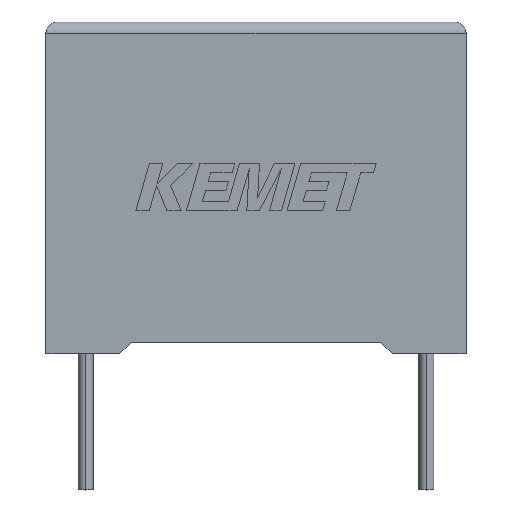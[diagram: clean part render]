
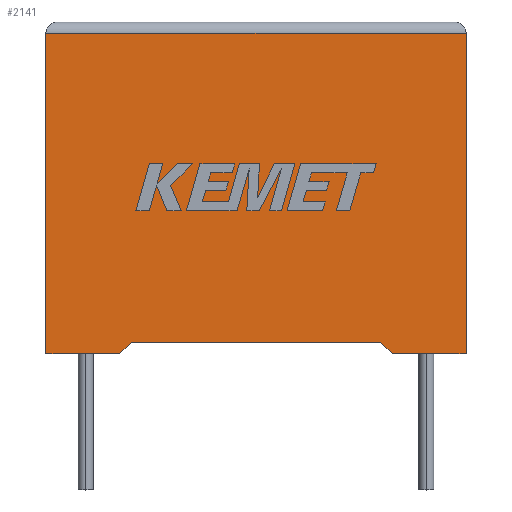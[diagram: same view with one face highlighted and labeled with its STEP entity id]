
A CAD part, top view. The second image highlights one B-rep face of the part: STEP entity #2141.
In plain terms, the highlighted planar face has unit normal (0, 0, 1).
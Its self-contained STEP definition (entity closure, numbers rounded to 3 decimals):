
#127 = CARTESIAN_POINT ( 'NONE',  ( 14.736, 0.503, 8.7 ) ) ;
#173 = DIRECTION ( 'NONE',  ( -0.714, -0.7, 0. ) ) ;
#180 = EDGE_CURVE ( 'NONE', #2010, #1238, #888, .T. ) ;
#185 = CARTESIAN_POINT ( 'NONE',  ( 0., 0., 8.7 ) ) ;
#275 = EDGE_CURVE ( 'NONE', #2402, #1051, #1970, .T. ) ;
#365 = AXIS2_PLACEMENT_3D ( 'NONE', #685, #1149, #2624 ) ;
#380 = VERTEX_POINT ( 'NONE', #1810 ) ;
#498 = PLANE ( 'NONE',  #365 ) ;
#502 = DIRECTION ( 'NONE',  ( 0.714, -0.7, 0. ) ) ;
#607 = VECTOR ( 'NONE', #173, 1000. ) ;
#612 = VECTOR ( 'NONE', #2818, 1000. ) ;
#628 = LINE ( 'NONE', #2263, #607 ) ;
#653 = CARTESIAN_POINT ( 'NONE',  ( 18.5, 0., 8.7 ) ) ;
#672 = CARTESIAN_POINT ( 'NONE',  ( 18.5, 14.1, 8.7 ) ) ;
#675 = ORIENTED_EDGE ( 'NONE', *, *, #2683, .T. ) ;
#685 = CARTESIAN_POINT ( 'NONE',  ( 0., 0., 8.7 ) ) ;
#688 = CARTESIAN_POINT ( 'NONE',  ( 15.25, 0., 8.7 ) ) ;
#704 = EDGE_CURVE ( 'NONE', #380, #2656, #628, .T. ) ;
#715 = VERTEX_POINT ( 'NONE', #127 ) ;
#837 = CARTESIAN_POINT ( 'NONE',  ( 0., 14.1, 8.7 ) ) ;
#842 = EDGE_CURVE ( 'NONE', #715, #2977, #1392, .T. ) ;
#849 = ORIENTED_EDGE ( 'NONE', *, *, #2031, .T. ) ;
#857 = ORIENTED_EDGE ( 'NONE', *, *, #704, .F. ) ;
#876 = CARTESIAN_POINT ( 'NONE',  ( 18.5, 0., 8.7 ) ) ;
#888 = LINE ( 'NONE', #876, #2216 ) ;
#1005 = VECTOR ( 'NONE', #3021, 1000. ) ;
#1051 = VERTEX_POINT ( 'NONE', #2630 ) ;
#1149 = DIRECTION ( 'NONE',  ( 0., 0., -1. ) ) ;
#1186 = EDGE_CURVE ( 'NONE', #1238, #2402, #1850, .T. ) ;
#1229 = EDGE_CURVE ( 'NONE', #715, #380, #1386, .T. ) ;
#1238 = VERTEX_POINT ( 'NONE', #672 ) ;
#1267 = LINE ( 'NONE', #1688, #1597 ) ;
#1386 = LINE ( 'NONE', #2075, #612 ) ;
#1392 = LINE ( 'NONE', #2331, #1590 ) ;
#1590 = VECTOR ( 'NONE', #502, 1000. ) ;
#1597 = VECTOR ( 'NONE', #2391, 1000. ) ;
#1639 = ORIENTED_EDGE ( 'NONE', *, *, #180, .T. ) ;
#1688 = CARTESIAN_POINT ( 'NONE',  ( 0., 0., 8.7 ) ) ;
#1720 = DIRECTION ( 'NONE',  ( 0., -1., 0. ) ) ;
#1810 = CARTESIAN_POINT ( 'NONE',  ( 3.764, 0.503, 8.7 ) ) ;
#1850 = LINE ( 'NONE', #2835, #2224 ) ;
#1895 = ORIENTED_EDGE ( 'NONE', *, *, #1186, .T. ) ;
#1970 = LINE ( 'NONE', #2900, #2728 ) ;
#2010 = VERTEX_POINT ( 'NONE', #653 ) ;
#2031 = EDGE_CURVE ( 'NONE', #2977, #2010, #2281, .T. ) ;
#2042 = DIRECTION ( 'NONE',  ( 0., 1., 0. ) ) ;
#2044 = ORIENTED_EDGE ( 'NONE', *, *, #275, .T. ) ;
#2075 = CARTESIAN_POINT ( 'NONE',  ( 9.25, 0.503, 8.7 ) ) ;
#2104 = DIRECTION ( 'NONE',  ( -1., 0., 0. ) ) ;
#2141 = ADVANCED_FACE ( 'NONE', ( #3039 ), #498, .F. ) ;
#2216 = VECTOR ( 'NONE', #2042, 1000. ) ;
#2224 = VECTOR ( 'NONE', #2104, 1000. ) ;
#2263 = CARTESIAN_POINT ( 'NONE',  ( 3.25, 0., 8.7 ) ) ;
#2281 = LINE ( 'NONE', #185, #1005 ) ;
#2331 = CARTESIAN_POINT ( 'NONE',  ( 15.25, 0., 8.7 ) ) ;
#2344 = CARTESIAN_POINT ( 'NONE',  ( 3.25, 0., 8.7 ) ) ;
#2391 = DIRECTION ( 'NONE',  ( 1., 0., 0. ) ) ;
#2395 = ORIENTED_EDGE ( 'NONE', *, *, #842, .T. ) ;
#2402 = VERTEX_POINT ( 'NONE', #837 ) ;
#2624 = DIRECTION ( 'NONE',  ( -1., 0., 0. ) ) ;
#2630 = CARTESIAN_POINT ( 'NONE',  ( 0., 0., 8.7 ) ) ;
#2656 = VERTEX_POINT ( 'NONE', #2344 ) ;
#2683 = EDGE_CURVE ( 'NONE', #1051, #2656, #1267, .T. ) ;
#2703 = EDGE_LOOP ( 'NONE', ( #1639, #1895, #2044, #675, #857, #3037, #2395, #849 ) ) ;
#2728 = VECTOR ( 'NONE', #1720, 1000. ) ;
#2818 = DIRECTION ( 'NONE',  ( -1., 0., 0. ) ) ;
#2835 = CARTESIAN_POINT ( 'NONE',  ( 0., 14.1, 8.7 ) ) ;
#2900 = CARTESIAN_POINT ( 'NONE',  ( 0., 0., 8.7 ) ) ;
#2977 = VERTEX_POINT ( 'NONE', #688 ) ;
#3021 = DIRECTION ( 'NONE',  ( 1., 0., 0. ) ) ;
#3037 = ORIENTED_EDGE ( 'NONE', *, *, #1229, .F. ) ;
#3039 = FACE_OUTER_BOUND ( 'NONE', #2703, .T. ) ;
